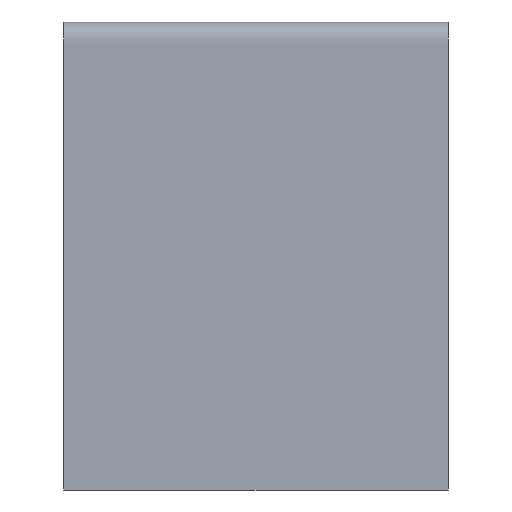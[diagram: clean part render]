
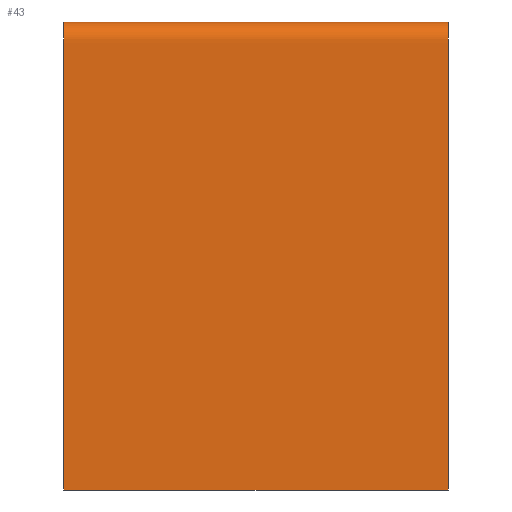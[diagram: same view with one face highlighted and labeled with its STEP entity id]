
A CAD part, left-side view. The second image highlights one B-rep face of the part: STEP entity #43.
In plain terms, the highlighted free-form (B-spline) face has degree [1, 2] with [2, 7] control points.
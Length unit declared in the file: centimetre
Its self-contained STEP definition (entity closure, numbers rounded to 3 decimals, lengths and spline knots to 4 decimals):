
#43=ADVANCED_FACE($,(#133),#972,.T.);
#133=FACE_OUTER_BOUND($,#223,.T.);
#223=EDGE_LOOP($,(#316,#317,#318,#319));
#316=ORIENTED_EDGE($,*,*,#675,.T.);
#317=ORIENTED_EDGE($,*,*,#673,.T.);
#318=ORIENTED_EDGE($,*,*,#678,.F.);
#319=ORIENTED_EDGE($,*,*,#681,.F.);
#673=EDGE_CURVE($,#852,#853,#1067,.T.);
#675=EDGE_CURVE($,#854,#852,#1062,.T.);
#678=EDGE_CURVE($,#857,#853,#1064,.T.);
#681=EDGE_CURVE($,#854,#857,#1071,.T.);
#852=VERTEX_POINT($,#1588);
#853=VERTEX_POINT($,#1589);
#854=VERTEX_POINT($,#1590);
#857=VERTEX_POINT($,#1593);
#972=(
BOUNDED_SURFACE()
B_SPLINE_SURFACE(1,2,((#1557,#1558,#1559,#1560,#1561,#1562,#1563),(#1564,
#1565,#1566,#1567,#1568,#1569,#1570)),.UNSPECIFIED.,.F.,.F.,.F.)
B_SPLINE_SURFACE_WITH_KNOTS((2,2),(3,2,2,3),(0.,60.),(-578.1372,
-461.1372,-456.4248,-386.4248),.UNSPECIFIED.)
GEOMETRIC_REPRESENTATION_ITEM()
RATIONAL_B_SPLINE_SURFACE(((1.,1.,1.,0.707,1.,1.,1.),(1.,1.,
1.,0.707,1.,1.,1.)))
REPRESENTATION_ITEM($)
SURFACE()
);
#1062=(
BOUNDED_CURVE()
B_SPLINE_CURVE(2,(#1518,#1519,#1520,#1521,#1522,#1523,#1524),.UNSPECIFIED.,
.F.,.F.)
B_SPLINE_CURVE_WITH_KNOTS((3,2,2,3),(386.4248,456.4248,461.1372,
578.1372),.UNSPECIFIED.)
CURVE()
GEOMETRIC_REPRESENTATION_ITEM()
RATIONAL_B_SPLINE_CURVE((1.,1.,1.,0.707,1.,1.,1.))
REPRESENTATION_ITEM($)
);
#1064=(
BOUNDED_CURVE()
B_SPLINE_CURVE(2,(#1534,#1535,#1536,#1537,#1538,#1539,#1540),.UNSPECIFIED.,
.F.,.F.)
B_SPLINE_CURVE_WITH_KNOTS((3,2,2,3),(386.4248,456.4248,461.1372,
578.1372),.UNSPECIFIED.)
CURVE()
GEOMETRIC_REPRESENTATION_ITEM()
RATIONAL_B_SPLINE_CURVE((1.,1.,1.,0.707,1.,1.,1.))
REPRESENTATION_ITEM($)
);
#1067=B_SPLINE_CURVE_WITH_KNOTS($,1,(#1514,#1515),.UNSPECIFIED.,.F.,.F.,
(2,2),(0.,60.),.UNSPECIFIED.);
#1071=B_SPLINE_CURVE_WITH_KNOTS($,1,(#1550,#1551),.UNSPECIFIED.,.F.,.F.,
(2,2),(0.,60.),.UNSPECIFIED.);
#1514=CARTESIAN_POINT($,(120.,0.,73.));
#1515=CARTESIAN_POINT($,(120.,60.,73.));
#1518=CARTESIAN_POINT($,(0.,0.,0.));
#1519=CARTESIAN_POINT($,(0.,0.,35.));
#1520=CARTESIAN_POINT($,(0.,0.,70.));
#1521=CARTESIAN_POINT($,(0.,0.,73.));
#1522=CARTESIAN_POINT($,(3.,0.,73.));
#1523=CARTESIAN_POINT($,(61.5,0.,73.));
#1524=CARTESIAN_POINT($,(120.,0.,73.));
#1534=CARTESIAN_POINT($,(0.,60.,0.));
#1535=CARTESIAN_POINT($,(0.,60.,35.));
#1536=CARTESIAN_POINT($,(0.,60.,70.));
#1537=CARTESIAN_POINT($,(0.,60.,73.));
#1538=CARTESIAN_POINT($,(3.,60.,73.));
#1539=CARTESIAN_POINT($,(61.5,60.,73.));
#1540=CARTESIAN_POINT($,(120.,60.,73.));
#1550=CARTESIAN_POINT($,(0.,0.,0.));
#1551=CARTESIAN_POINT($,(0.,60.,0.));
#1557=CARTESIAN_POINT($,(120.,0.,73.));
#1558=CARTESIAN_POINT($,(61.5,0.,73.));
#1559=CARTESIAN_POINT($,(3.,0.,73.));
#1560=CARTESIAN_POINT($,(0.,0.,73.));
#1561=CARTESIAN_POINT($,(0.,0.,70.));
#1562=CARTESIAN_POINT($,(0.,0.,35.));
#1563=CARTESIAN_POINT($,(0.,0.,0.));
#1564=CARTESIAN_POINT($,(120.,60.,73.));
#1565=CARTESIAN_POINT($,(61.5,60.,73.));
#1566=CARTESIAN_POINT($,(3.,60.,73.));
#1567=CARTESIAN_POINT($,(0.,60.,73.));
#1568=CARTESIAN_POINT($,(0.,60.,70.));
#1569=CARTESIAN_POINT($,(0.,60.,35.));
#1570=CARTESIAN_POINT($,(0.,60.,0.));
#1588=CARTESIAN_POINT($,(120.,0.,73.));
#1589=CARTESIAN_POINT($,(120.,60.,73.));
#1590=CARTESIAN_POINT($,(0.,0.,0.));
#1593=CARTESIAN_POINT($,(0.,60.,0.));
